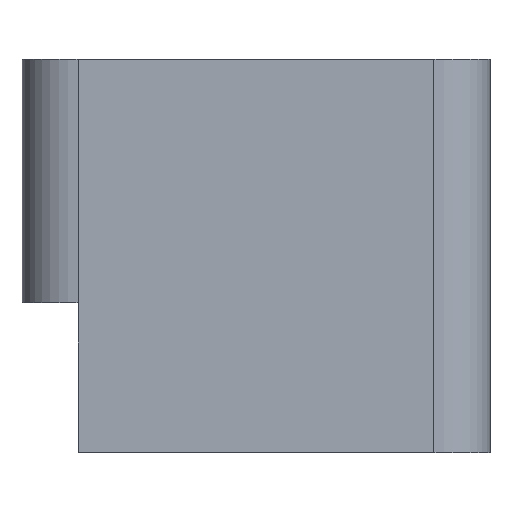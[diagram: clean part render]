
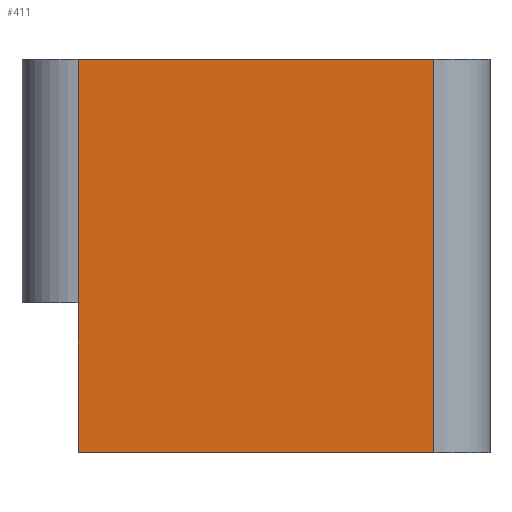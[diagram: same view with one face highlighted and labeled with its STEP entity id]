
A CAD part, front view. The second image highlights one B-rep face of the part: STEP entity #411.
In plain terms, the highlighted planar face has unit normal (0, -1, 0).
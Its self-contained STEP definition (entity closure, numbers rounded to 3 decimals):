
#57 = VERTEX_POINT('',#58);
#58 = CARTESIAN_POINT('',(-7.,-20.,21.));
#65 = EDGE_CURVE('',#57,#66,#68,.T.);
#66 = VERTEX_POINT('',#67);
#67 = CARTESIAN_POINT('',(12.,-20.,21.));
#68 = LINE('',#69,#70);
#69 = CARTESIAN_POINT('',(-10.,-20.,21.));
#70 = VECTOR('',#71,1.);
#71 = DIRECTION('',(1.,0.,0.));
#351 = VERTEX_POINT('',#352);
#352 = CARTESIAN_POINT('',(12.,-20.,0.));
#359 = EDGE_CURVE('',#351,#66,#360,.T.);
#360 = LINE('',#361,#362);
#361 = CARTESIAN_POINT('',(12.,-20.,0.));
#362 = VECTOR('',#363,1.);
#363 = DIRECTION('',(0.,0.,1.));
#411 = ADVANCED_FACE('',(#412),#438,.T.);
#412 = FACE_BOUND('',#413,.T.);
#413 = EDGE_LOOP('',(#414,#422,#423,#424,#432));
#414 = ORIENTED_EDGE('',*,*,#415,.T.);
#415 = EDGE_CURVE('',#416,#351,#418,.T.);
#416 = VERTEX_POINT('',#417);
#417 = CARTESIAN_POINT('',(-7.,-20.,0.));
#418 = LINE('',#419,#420);
#419 = CARTESIAN_POINT('',(-7.,-20.,0.));
#420 = VECTOR('',#421,1.);
#421 = DIRECTION('',(1.,0.,0.));
#422 = ORIENTED_EDGE('',*,*,#359,.T.);
#423 = ORIENTED_EDGE('',*,*,#65,.F.);
#424 = ORIENTED_EDGE('',*,*,#425,.F.);
#425 = EDGE_CURVE('',#426,#57,#428,.T.);
#426 = VERTEX_POINT('',#427);
#427 = CARTESIAN_POINT('',(-7.,-20.,8.));
#428 = LINE('',#429,#430);
#429 = CARTESIAN_POINT('',(-7.,-20.,8.));
#430 = VECTOR('',#431,1.);
#431 = DIRECTION('',(0.,0.,1.));
#432 = ORIENTED_EDGE('',*,*,#433,.F.);
#433 = EDGE_CURVE('',#416,#426,#434,.T.);
#434 = LINE('',#435,#436);
#435 = CARTESIAN_POINT('',(-7.,-20.,0.));
#436 = VECTOR('',#437,1.);
#437 = DIRECTION('',(0.,0.,1.));
#438 = PLANE('',#439);
#439 = AXIS2_PLACEMENT_3D('',#440,#441,#442);
#440 = CARTESIAN_POINT('',(2.761,-20.,10.761));
#441 = DIRECTION('',(-0.,-1.,-0.));
#442 = DIRECTION('',(0.,0.,-1.));
